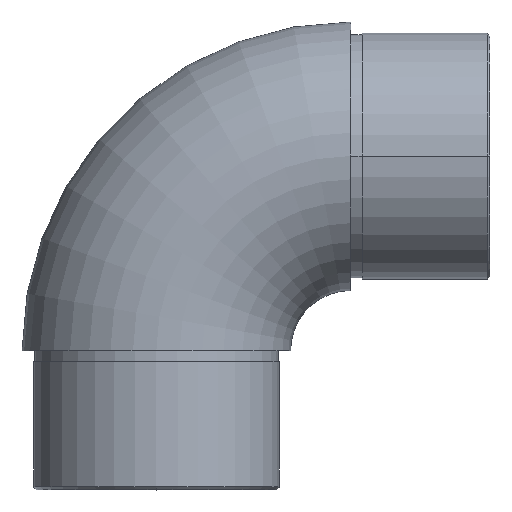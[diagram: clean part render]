
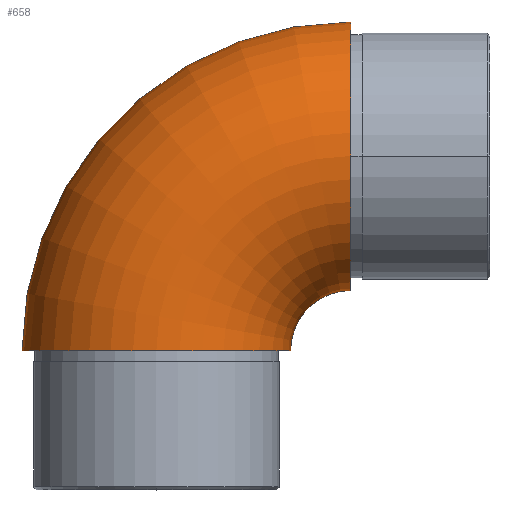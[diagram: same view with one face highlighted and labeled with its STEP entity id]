
A CAD part, top view. The second image highlights one B-rep face of the part: STEP entity #658.
In plain terms, the highlighted toroidal (fillet/blend) face has major radius 35 mm and minor radius 24.15 mm.
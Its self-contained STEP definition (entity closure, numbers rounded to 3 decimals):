
#33 = AXIS2_PLACEMENT_3D ( 'NONE', #58, #661, #145 ) ;
#44 = EDGE_CURVE ( 'NONE', #167, #917, #684, .T. ) ;
#58 = CARTESIAN_POINT ( 'NONE',  ( 0., 0., 0. ) ) ;
#59 = CIRCLE ( 'NONE', #1059, 10.85 ) ;
#143 = EDGE_LOOP ( 'NONE', ( #794, #220, #883, #1092 ) ) ;
#145 = DIRECTION ( 'NONE',  ( 1., 0., 0. ) ) ;
#153 = DIRECTION ( 'NONE',  ( 0., 1., 0. ) ) ;
#155 = VERTEX_POINT ( 'NONE', #834 ) ;
#161 = DIRECTION ( 'NONE',  ( 0., 0., 1. ) ) ;
#167 = VERTEX_POINT ( 'NONE', #555 ) ;
#209 = DIRECTION ( 'NONE',  ( 0., 0., 1. ) ) ;
#220 = ORIENTED_EDGE ( 'NONE', *, *, #44, .T. ) ;
#259 = DIRECTION ( 'NONE',  ( 0., 0., 1. ) ) ;
#301 = DIRECTION ( 'NONE',  ( 1., 0., 0. ) ) ;
#313 = AXIS2_PLACEMENT_3D ( 'NONE', #331, #153, #415 ) ;
#331 = CARTESIAN_POINT ( 'NONE',  ( -35., 0., 0. ) ) ;
#415 = DIRECTION ( 'NONE',  ( 0., 0., 1. ) ) ;
#440 = CARTESIAN_POINT ( 'NONE',  ( 0., 35., 0. ) ) ;
#451 = EDGE_CURVE ( 'NONE', #167, #1063, #596, .T. ) ;
#459 = AXIS2_PLACEMENT_3D ( 'NONE', #440, #782, #259 ) ;
#502 = FACE_OUTER_BOUND ( 'NONE', #143, .T. ) ;
#555 = CARTESIAN_POINT ( 'NONE',  ( 0., 59.15, 0. ) ) ;
#558 = CIRCLE ( 'NONE', #313, 24.15 ) ;
#596 = CIRCLE ( 'NONE', #459, 24.15 ) ;
#658 = ADVANCED_FACE ( 'NONE', ( #502 ), #991, .T. ) ;
#661 = DIRECTION ( 'NONE',  ( 0., 0., 1. ) ) ;
#684 = CIRCLE ( 'NONE', #691, 59.15 ) ;
#691 = AXIS2_PLACEMENT_3D ( 'NONE', #818, #209, #301 ) ;
#715 = CARTESIAN_POINT ( 'NONE',  ( 0., 10.85, 0. ) ) ;
#757 = CARTESIAN_POINT ( 'NONE',  ( 0., 0., 0. ) ) ;
#760 = DIRECTION ( 'NONE',  ( 1., 0., 0. ) ) ;
#768 = CARTESIAN_POINT ( 'NONE',  ( -59.15, 0., 0. ) ) ;
#782 = DIRECTION ( 'NONE',  ( 1., 0., 0. ) ) ;
#794 = ORIENTED_EDGE ( 'NONE', *, *, #451, .F. ) ;
#818 = CARTESIAN_POINT ( 'NONE',  ( 0., 0., 0. ) ) ;
#834 = CARTESIAN_POINT ( 'NONE',  ( -10.85, 0., 0. ) ) ;
#865 = EDGE_CURVE ( 'NONE', #917, #155, #558, .T. ) ;
#883 = ORIENTED_EDGE ( 'NONE', *, *, #865, .T. ) ;
#905 = EDGE_CURVE ( 'NONE', #1063, #155, #59, .T. ) ;
#917 = VERTEX_POINT ( 'NONE', #768 ) ;
#991 = TOROIDAL_SURFACE ( 'NONE', #33, 35., 24.15 ) ;
#1059 = AXIS2_PLACEMENT_3D ( 'NONE', #757, #161, #760 ) ;
#1063 = VERTEX_POINT ( 'NONE', #715 ) ;
#1092 = ORIENTED_EDGE ( 'NONE', *, *, #905, .F. ) ;
